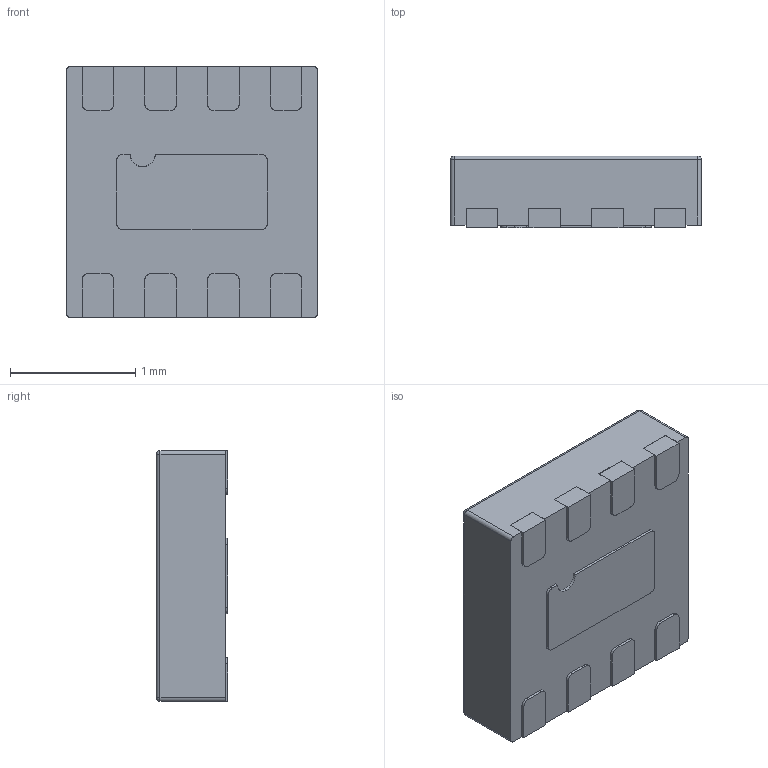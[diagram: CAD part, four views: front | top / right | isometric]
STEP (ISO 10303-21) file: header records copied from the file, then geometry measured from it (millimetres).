
FILE_DESCRIPTION (( 'STEP AP214' ), '1' );
FILE_NAME ('MIC2876-5.0YMT-TR.STEP', '2024-04-03T12:37:14', ( 'Tashadra' ), ( '' ), 'SwSTEP 2.0', 'SolidWorks 2016', '' );
FILE_SCHEMA (( 'AUTOMOTIVE_DESIGN' ));
Length unit declared in the file: millimetre
Products named in the file (1): MIC2876-5.0YMT-TR
Bounding box: 2 x 0.57 x 2 mm (x, y, z)
Volume: 2.2 mm3; surface area: 18.2 mm2
Topology: 10 solids, 10 shells, 155 faces, 394 edges, 256 vertices
Faces by surface type: plane 99, cylinder 52, sphere 4
Entity records: 5594 total; most frequent: DIRECTION 806, CARTESIAN_POINT 802, ORIENTED_EDGE 780, EDGE_CURVE 390, LINE 286, VECTOR 286, AXIS2_PLACEMENT_3D 260, VERTEX_POINT 256
